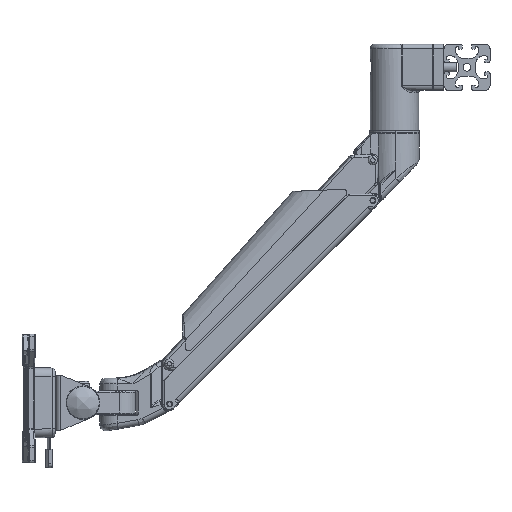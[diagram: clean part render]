
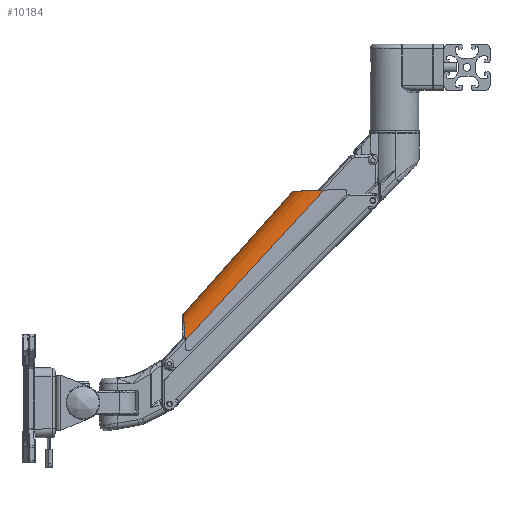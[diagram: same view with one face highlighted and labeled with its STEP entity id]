
A CAD part, left-side view. The second image highlights one B-rep face of the part: STEP entity #10184.
In plain terms, the highlighted conical face has half-angle 0.865 degrees and reference radius 18.585 mm.
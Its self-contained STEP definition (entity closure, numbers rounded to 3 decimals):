
#1344 = ORIENTED_EDGE ( 'NONE', *, *, #18620, .T. ) ;
#7939 = EDGE_CURVE ( 'NONE', #22329, #48688, #30891, .T. ) ;
#9694 = CARTESIAN_POINT ( 'NONE',  ( 0.258, 320.989, 586.931 ) ) ;
#10129 = DIRECTION ( 'NONE',  ( 0., -0.677, -0.736 ) ) ;
#10184 = ADVANCED_FACE ( 'NONE', ( #15902 ), #12180, .T. ) ;
#12073 = CARTESIAN_POINT ( 'NONE',  ( 0.258, 347.559, 588.803 ) ) ;
#12180 = CONICAL_SURFACE ( 'NONE', #51782, 18.585, 0.015 ) ;
#15889 = EDGE_CURVE ( 'NONE', #48688, #36476, #55785, .T. ) ;
#15902 = FACE_OUTER_BOUND ( 'NONE', #65967, .T. ) ;
#18620 = EDGE_CURVE ( 'NONE', #36476, #76484, #23674, .T. ) ;
#22329 = VERTEX_POINT ( 'NONE', #31130 ) ;
#22420 = CARTESIAN_POINT ( 'NONE',  ( 18.827, 321.711, 587.716 ) ) ;
#23674 =( BOUNDED_CURVE ( )  B_SPLINE_CURVE ( 3, ( #51489, #59861, #65166, #12073 ),
 .UNSPECIFIED., .F., .T. ) 
 B_SPLINE_CURVE_WITH_KNOTS ( ( 4, 4 ),
 ( 1.586, 3.142 ),
 .UNSPECIFIED. ) 
 CURVE ( )  GEOMETRIC_REPRESENTATION_ITEM ( )  RATIONAL_B_SPLINE_CURVE ( ( 1., 0.808, 0.808, 1. ) ) 
 REPRESENTATION_ITEM ( '' )  );
#24146 = CARTESIAN_POINT ( 'NONE',  ( 0.258, 443.019, 695.839 ) ) ;
#27598 = CARTESIAN_POINT ( 'NONE',  ( 16.143, 442.061, 718.628 ) ) ;
#29172 = CARTESIAN_POINT ( 'NONE',  ( 0.258, 347.559, 588.803 ) ) ;
#30891 =( BOUNDED_CURVE ( )  B_SPLINE_CURVE ( 3, ( #24146, #56466, #51155, #83430 ),
 .UNSPECIFIED., .F., .T. ) 
 B_SPLINE_CURVE_WITH_KNOTS ( ( 4, 4 ),
 ( 0., 1.586 ),
 .UNSPECIFIED. ) 
 CURVE ( )  GEOMETRIC_REPRESENTATION_ITEM ( )  RATIONAL_B_SPLINE_CURVE ( ( 1., 0.801, 0.801, 1. ) ) 
 REPRESENTATION_ITEM ( '' )  );
#31130 = CARTESIAN_POINT ( 'NONE',  ( 0.258, 443.019, 695.839 ) ) ;
#33773 = CARTESIAN_POINT ( 'NONE',  ( 0.258, 334.671, 574.353 ) ) ;
#35086 = VECTOR ( 'NONE', #59904, 1000. ) ;
#36476 = VERTEX_POINT ( 'NONE', #22420 ) ;
#38429 = CARTESIAN_POINT ( 'NONE',  ( 18.827, 321.711, 587.716 ) ) ;
#46636 = LINE ( 'NONE', #33773, #35086 ) ;
#48688 = VERTEX_POINT ( 'NONE', #27598 ) ;
#49546 = DIRECTION ( 'NONE',  ( 0., 0.736, -0.677 ) ) ;
#51155 = CARTESIAN_POINT ( 'NONE',  ( 16.285, 442.62, 705.321 ) ) ;
#51489 = CARTESIAN_POINT ( 'NONE',  ( 18.827, 321.711, 587.716 ) ) ;
#51696 = CARTESIAN_POINT ( 'NONE',  ( 16.143, 442.061, 718.628 ) ) ;
#51782 = AXIS2_PLACEMENT_3D ( 'NONE', #9694, #10129, #49546 ) ;
#54572 = ORIENTED_EDGE ( 'NONE', *, *, #75805, .F. ) ;
#55785 = B_SPLINE_CURVE_WITH_KNOTS ( 'NONE', 1,
 ( #51696, #38429 ),
 .UNSPECIFIED., .F., .F.,
 ( 2, 2 ),
 ( 0., 1. ),
 .UNSPECIFIED. ) ;
#56466 = CARTESIAN_POINT ( 'NONE',  ( 9.676, 443.019, 695.839 ) ) ;
#59861 = CARTESIAN_POINT ( 'NONE',  ( 18.665, 336.899, 588.355 ) ) ;
#59904 = DIRECTION ( 'NONE',  ( 0., -0.666, -0.746 ) ) ;
#65166 = CARTESIAN_POINT ( 'NONE',  ( 11.007, 347.559, 588.803 ) ) ;
#65967 = EDGE_LOOP ( 'NONE', ( #54572, #67165, #66475, #1344 ) ) ;
#66475 = ORIENTED_EDGE ( 'NONE', *, *, #15889, .T. ) ;
#67165 = ORIENTED_EDGE ( 'NONE', *, *, #7939, .T. ) ;
#75805 = EDGE_CURVE ( 'NONE', #22329, #76484, #46636, .T. ) ;
#76484 = VERTEX_POINT ( 'NONE', #29172 ) ;
#83430 = CARTESIAN_POINT ( 'NONE',  ( 16.143, 442.061, 718.628 ) ) ;
